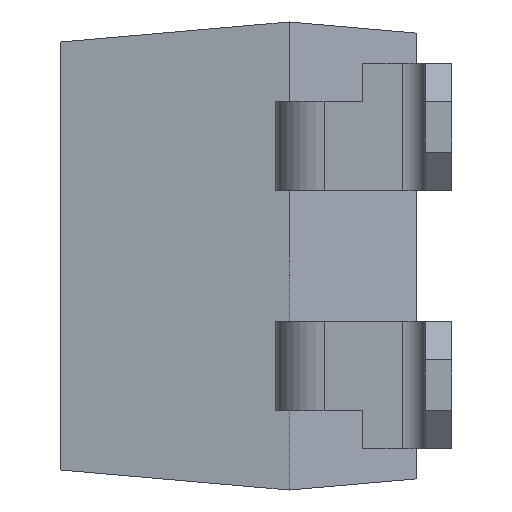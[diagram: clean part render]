
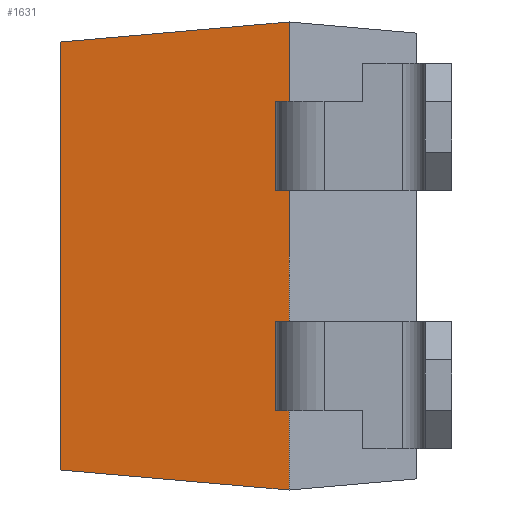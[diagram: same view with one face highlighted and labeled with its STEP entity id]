
A CAD part, left-side view. The second image highlights one B-rep face of the part: STEP entity #1631.
In plain terms, the highlighted planar face has unit normal (-0.996, 0.087, 0).
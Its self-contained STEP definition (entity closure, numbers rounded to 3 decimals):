
#18 = LINE ( 'NONE', #2130, #80 ) ;
#80 = VECTOR ( 'NONE', #817, 1000. ) ;
#115 = CARTESIAN_POINT ( 'NONE',  ( -3.053, 3.85, 2.103 ) ) ;
#274 = VECTOR ( 'NONE', #475, 1000. ) ;
#327 = DIRECTION ( 'NONE',  ( -0.087, -0.992, -0.087 ) ) ;
#380 = LINE ( 'NONE', #1579, #274 ) ;
#475 = DIRECTION ( 'NONE',  ( 0., 0., 1. ) ) ;
#501 = VECTOR ( 'NONE', #2752, 1000. ) ;
#531 = ORIENTED_EDGE ( 'NONE', *, *, #1405, .T. ) ;
#551 = AXIS2_PLACEMENT_3D ( 'NONE', #2711, #2673, #1345 ) ;
#560 = EDGE_CURVE ( 'NONE', #646, #1392, #1092, .T. ) ;
#646 = VERTEX_POINT ( 'NONE', #115 ) ;
#690 = EDGE_CURVE ( 'NONE', #1073, #2564, #1237, .T. ) ;
#706 = CARTESIAN_POINT ( 'NONE',  ( -3.25, 1.6, 2.3 ) ) ;
#817 = DIRECTION ( 'NONE',  ( 0., 0., 1. ) ) ;
#927 = CARTESIAN_POINT ( 'NONE',  ( -3.053, 3.85, -2.103 ) ) ;
#1054 = CARTESIAN_POINT ( 'NONE',  ( -3.25, 1.6, -2.3 ) ) ;
#1073 = VERTEX_POINT ( 'NONE', #927 ) ;
#1092 = LINE ( 'NONE', #706, #501 ) ;
#1099 = PLANE ( 'NONE',  #551 ) ;
#1237 = LINE ( 'NONE', #2573, #2851 ) ;
#1290 = EDGE_LOOP ( 'NONE', ( #2108, #2689, #531, #2467 ) ) ;
#1345 = DIRECTION ( 'NONE',  ( -0.087, -0.996, 0. ) ) ;
#1392 = VERTEX_POINT ( 'NONE', #1478 ) ;
#1405 = EDGE_CURVE ( 'NONE', #2564, #1392, #18, .T. ) ;
#1478 = CARTESIAN_POINT ( 'NONE',  ( -3.25, 1.6, 2.3 ) ) ;
#1561 = FACE_OUTER_BOUND ( 'NONE', #1290, .T. ) ;
#1579 = CARTESIAN_POINT ( 'NONE',  ( -3.053, 3.85, 2.3 ) ) ;
#1631 = ADVANCED_FACE ( 'NONE', ( #1561 ), #1099, .T. ) ;
#1771 = EDGE_CURVE ( 'NONE', #1073, #646, #380, .T. ) ;
#2108 = ORIENTED_EDGE ( 'NONE', *, *, #1771, .F. ) ;
#2130 = CARTESIAN_POINT ( 'NONE',  ( -3.25, 1.6, 2.3 ) ) ;
#2467 = ORIENTED_EDGE ( 'NONE', *, *, #560, .F. ) ;
#2564 = VERTEX_POINT ( 'NONE', #1054 ) ;
#2573 = CARTESIAN_POINT ( 'NONE',  ( -3.215, 1.996, -2.265 ) ) ;
#2673 = DIRECTION ( 'NONE',  ( -0.996, 0.087, 0. ) ) ;
#2689 = ORIENTED_EDGE ( 'NONE', *, *, #690, .T. ) ;
#2711 = CARTESIAN_POINT ( 'NONE',  ( -3.25, 1.6, 2.3 ) ) ;
#2752 = DIRECTION ( 'NONE',  ( -0.087, -0.992, 0.087 ) ) ;
#2851 = VECTOR ( 'NONE', #327, 1000. ) ;
